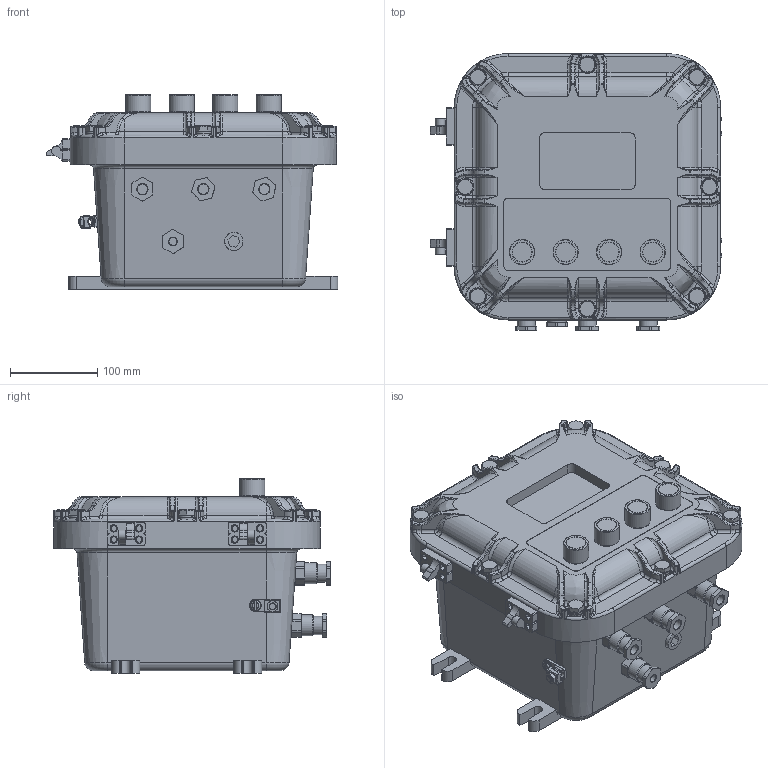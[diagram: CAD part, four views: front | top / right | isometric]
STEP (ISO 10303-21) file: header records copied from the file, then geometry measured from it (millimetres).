
FILE_DESCRIPTION(/* description */ (''),/* implementation_level */ '2;1');
FILE_NAME(/* name */ '1270CX_Simplify_1.stp',/* time_stamp */ '2024-07-05T14:34:51-03:00',/* author */ ('jorge'),/* organization */ (''),/* preprocessor_version */ 'ST-DEVELOPER v20',/* originating_system */ 'Autodesk Inventor 2024',/* authorisation */ '');
FILE_SCHEMA (('AUTOMOTIVE_DESIGN { 1 0 10303 214 3 1 1 }'));
Products named in the file (1): 1270CX_Simplify_1
Bounding box: 335.12 x 317.84 x 223.5 mm (x, y, z)
Volume: 5536330.8 mm3; surface area: 666699.8 mm2
Topology: 1 solids, 1 shells, 1683 faces, 4047 edges, 2425 vertices
Faces by surface type: cylinder 553, plane 540, bspline 247, torus 234, cone 103, sphere 6
Full cylindrical faces by diameter (mm): 3.242 x10, 8 x10, 8.376 x8, 8.5 x8, 9 x2, 9.188 x8, 10 x8, 10.5 x8, 11 x9, 12 x5, 13 x1, 15.4 x8, 20 x8, 20.752 x5, 21 x5, 22 x4, 22.5 x4, 23 x4, 24 x4, 28 x4, 29 x4
Entity records: 58520 total; most frequent: CARTESIAN_POINT 18295, DIRECTION 8287, ORIENTED_EDGE 7952, EDGE_CURVE 3976, AXIS2_PLACEMENT_3D 3352, VERTEX_POINT 2425, EDGE_LOOP 1831, CIRCLE 1813
